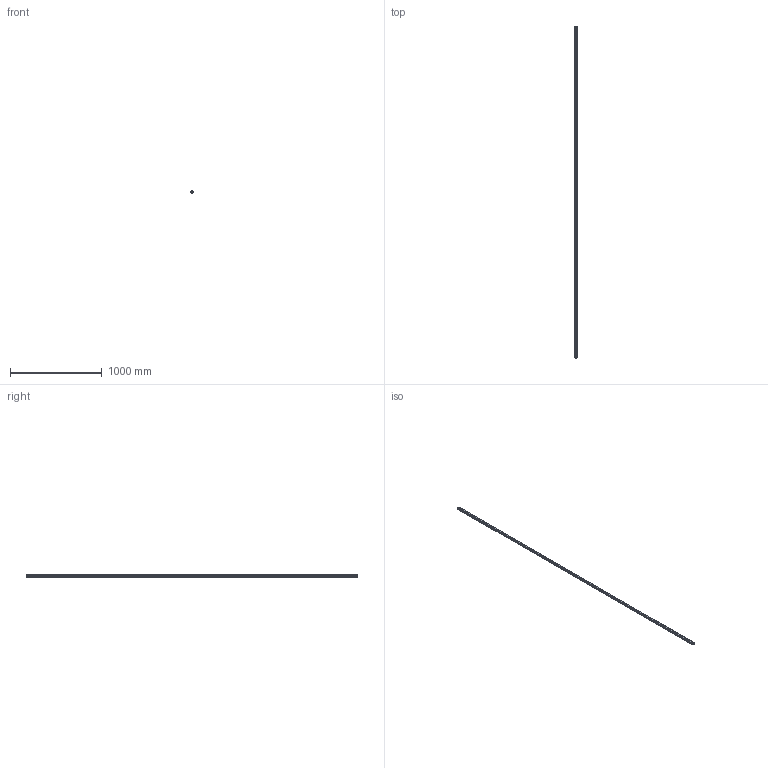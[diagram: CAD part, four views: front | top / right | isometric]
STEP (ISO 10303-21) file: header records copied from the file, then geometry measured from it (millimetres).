
FILE_DESCRIPTION(('STEP AP214'),'1');
FILE_NAME('cctmp_EA17ED10-D842-419B-8719-F8CBBCB786E1_2020_5_28_9_47_57_114..stp','2020-05-28T07:47:57',('HIWIN GmbH'),('CADClick - www.CADClick.com'),'Spatial InterOp 3D',' ','unknown authorization');
FILE_SCHEMA(('AUTOMOTIVE_DESIGN'));
Length unit declared in the file: millimetre
Products named in the file (1): HGR25R3620H_FILE
Bounding box: 23 x 3620 x 22 mm (x, y, z)
Volume: 1504125.9 mm3; surface area: 372116.3 mm2
Topology: 1 solids, 1 shells, 843 faces, 2145 edges, 1430 vertices
Faces by surface type: plane 455, cylinder 388
Entity records: 32911 total; most frequent: DIRECTION 5097, CARTESIAN_POINT 4419, ORIENTED_EDGE 4290, EDGE_CURVE 2145, AXIS2_PLACEMENT_3D 2108, VERTEX_POINT 1430, CIRCLE 1020, EDGE_LOOP 969
